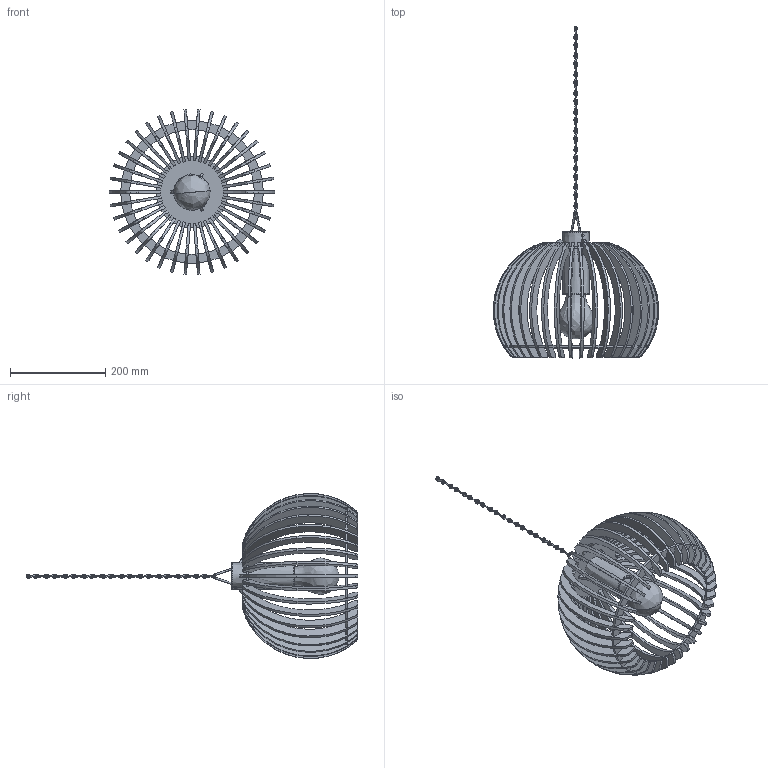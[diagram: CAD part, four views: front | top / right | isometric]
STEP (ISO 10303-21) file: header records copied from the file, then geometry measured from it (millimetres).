
FILE_DESCRIPTION(('FreeCAD Model'),'2;1');
FILE_NAME('Open CASCADE Shape Model','2025-05-04T08:43:23',('FreeCAD'),( 'FreeCAD'),'Open CASCADE STEP processor 7.6','FreeCAD','Unknown');
FILE_SCHEMA(('AUTOMOTIVE_DESIGN { 1 0 10303 214 1 1 1 1 }'));
Products named in the file (1): Open CASCADE STEP translator 7.6 1
Bounding box: 347.71 x 697.32 x 346.96 mm (x, y, z)
Volume: 1452725.6 mm3; surface area: 763893.2 mm2
Topology: 78 solids, 81 shells, 2894 faces, 7210 edges, 4467 vertices
Faces by surface type: bspline 2894
Entity records: 97464 total; most frequent: CARTESIAN_POINT 57693, ORIENTED_EDGE 14359, EDGE_CURVE 7191, VERTEX_POINT 4466, B_SPLINE_CURVE_WITH_KNOTS 3761, FACE_BOUND 2954, EDGE_LOOP 2954, ADVANCED_FACE 2893
